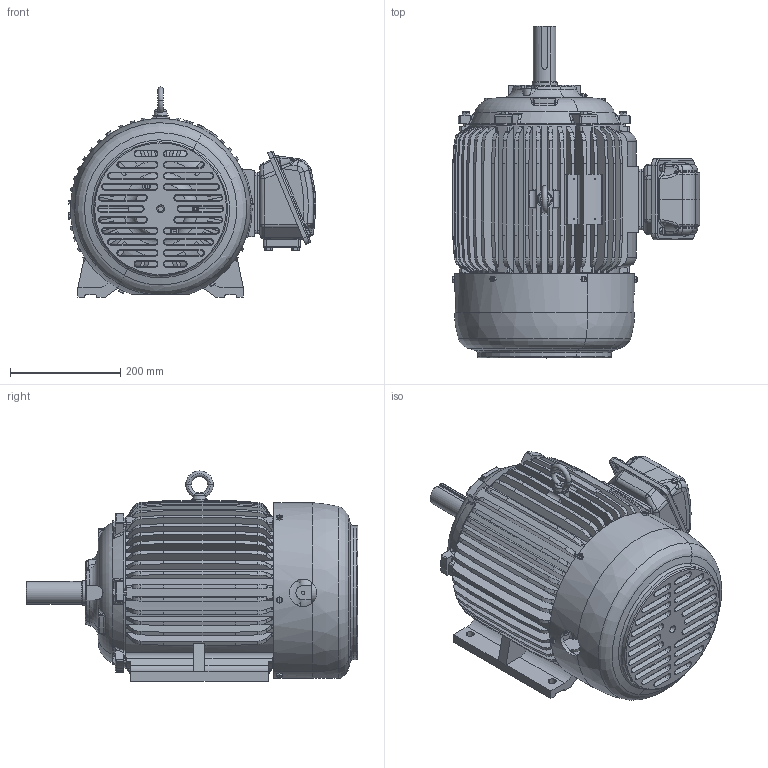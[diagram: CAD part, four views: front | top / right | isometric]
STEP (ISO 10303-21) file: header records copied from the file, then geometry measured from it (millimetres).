
FILE_DESCRIPTION(('CATIA V5 STEP Exchange'),'2;1');
FILE_NAME('254T-H_AllCATPart.stp','2012-08-24T03:44:04+00:00',('none'),('none'),'CATIA Version 5 Release 19 SP 9 (IN-10)','CATIA V5 STEP AP203','none');
FILE_SCHEMA(('CONFIG_CONTROL_DESIGN'));
Length unit declared in the file: millimetre
Products named in the file (1): 254T-H_AllCATPart
Bounding box: 449.38 x 602.1 x 381 mm (x, y, z)
Volume: 9247850.7 mm3; surface area: 2334413.4 mm2
Topology: 46 solids, 46 shells, 3489 faces, 9388 edges, 6050 vertices
Faces by surface type: plane 1058, cylinder 906, torus 531, bspline 490, cone 470, sphere 30, extrusion 4
Entity records: 133485 total; most frequent: CARTESIAN_POINT 58895, ORIENTED_EDGE 18692, DIRECTION 9725, EDGE_CURVE 9346, VERTEX_POINT 6050, AXIS2_PLACEMENT_3D 4853, EDGE_LOOP 3790, ADVANCED_FACE 3489
